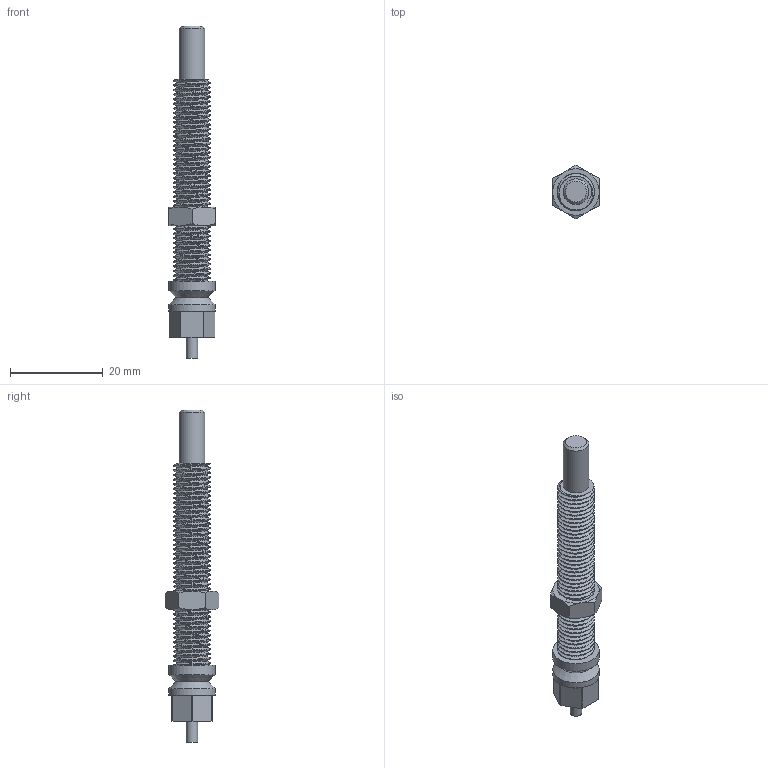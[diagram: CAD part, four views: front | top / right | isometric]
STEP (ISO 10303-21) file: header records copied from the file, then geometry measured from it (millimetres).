
FILE_DESCRIPTION(/* description */ (''),/* implementation_level */ '2;1');
FILE_NAME(/* name */ '664fd14a-53fa-4c4f-9757-4bc40611a2f7.stp',/* time_stamp */ '2020-11-20T10:05:12+00:00',/* author */ (''),/* organization */ (''),/* preprocessor_version */ 'ST-DEVELOPER v18.1',/* originating_system */ 'Autodesk Translation Framework v9.3.0.1241',/* authorisation */ '');
FILE_SCHEMA (('AUTOMOTIVE_DESIGN { 1 0 10303 214 3 1 1 }'));
Length unit declared in the file: millimetre
Products named in the file (3): AS 08/45-10; Hex_nut_M8; Screw_M8
Assembly tree (2 placements, depth 2):
  AS 08/45-10
    Hex_nut_M8
    Screw_M8
Bounding box: 10 x 11.55 x 71.5 mm (x, y, z)
Volume: 3055.1 mm3; surface area: 2833.9 mm2
Topology: 2 solids, 2 shells, 162 faces, 448 edges, 294 vertices
Faces by surface type: cylinder 104, plane 38, cone 16, bspline 4
Full cylindrical faces by diameter (mm): 2.5 x1, 5.5 x2, 6.744 x16, 7.035 x2, 7.884 x28, 8.147 x1, 10 x2
Entity records: 10925 total; most frequent: CARTESIAN_POINT 7217, ORIENTED_EDGE 896, DIRECTION 566, EDGE_CURVE 448, VERTEX_POINT 294, B_SPLINE_CURVE_WITH_KNOTS 206, AXIS2_PLACEMENT_3D 204, EDGE_LOOP 168
